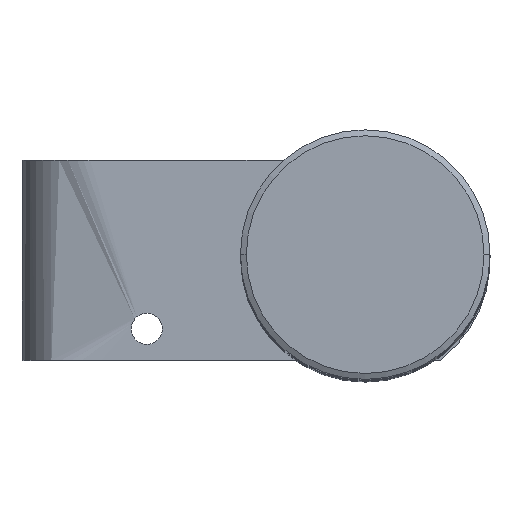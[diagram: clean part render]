
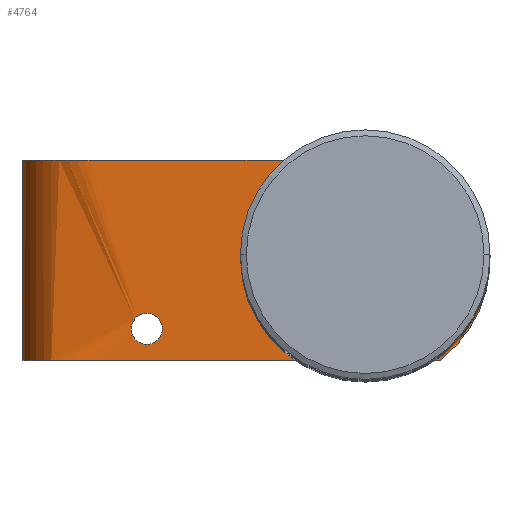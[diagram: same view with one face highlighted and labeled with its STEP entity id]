
A CAD part, top view. The second image highlights one B-rep face of the part: STEP entity #4764.
In plain terms, the highlighted free-form (B-spline) face has degree [1, 2] with [2, 9] control points.
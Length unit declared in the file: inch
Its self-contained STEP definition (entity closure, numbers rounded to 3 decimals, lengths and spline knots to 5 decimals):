
#104 = CARTESIAN_POINT ( 'NONE',  ( 2.6378, 0.62992, 1.9685 ) ) ;
#332 = CARTESIAN_POINT ( 'NONE',  ( 0.68898, -0.43307, 1.9685 ) ) ;
#546 = VERTEX_POINT ( 'NONE', #332 ) ;
#620 = CIRCLE ( 'NONE', #7310, 0.7874 ) ;
#662 = CARTESIAN_POINT ( 'NONE',  ( 1.53543, 0.62992, 1.9685 ) ) ;
#800 = CIRCLE ( 'NONE', #3441, 0.44291 ) ;
#817 = CARTESIAN_POINT ( 'NONE',  ( 0., -0.62992, 1.9685 ) ) ;
#858 = VERTEX_POINT ( 'NONE', #5315 ) ;
#882 = DIRECTION ( 'NONE',  ( -1., 0., 0. ) ) ;
#913 = FACE_BOUND ( 'NONE', #8389, .T. ) ;
#1019 = DIRECTION ( 'NONE',  ( -1., 0., 0. ) ) ;
#1174 = DIRECTION ( 'NONE',  ( -1., 0., 0. ) ) ;
#1310 = AXIS2_PLACEMENT_3D ( 'NONE', #1702, #3654, #1019 ) ;
#1367 =( BOUNDED_CURVE ( )  B_SPLINE_CURVE ( 2, ( #5709, #5737, #8393, #7053, #3754 ),
 .UNSPECIFIED., .F., .F. ) 
 B_SPLINE_CURVE_WITH_KNOTS ( ( 3, 2, 3 ),
 ( 0., 0.05581, 0.07303 ),
 .UNSPECIFIED. ) 
 CURVE ( )  GEOMETRIC_REPRESENTATION_ITEM ( )  RATIONAL_B_SPLINE_CURVE ( ( 1., 1., 1., 0.707, 1. ) ) 
 REPRESENTATION_ITEM ( '' )  );
#1432 = VERTEX_POINT ( 'NONE', #1622 ) ;
#1492 = CIRCLE ( 'NONE', #2964, 0.09843 ) ;
#1506 = ORIENTED_EDGE ( 'NONE', *, *, #7031, .F. ) ;
#1527 = CARTESIAN_POINT ( 'NONE',  ( 2.98476, -0.62992, 1.9685 ) ) ;
#1541 = CARTESIAN_POINT ( 'NONE',  ( 2.60827, 0., 1.9685 ) ) ;
#1607 = EDGE_CURVE ( 'NONE', #4232, #5944, #4149, .T. ) ;
#1622 = CARTESIAN_POINT ( 'NONE',  ( 0.88583, -0.43307, 1.9685 ) ) ;
#1643 = VECTOR ( 'NONE', #8062, 39.37008 ) ;
#1702 = CARTESIAN_POINT ( 'NONE',  ( 0.7874, -0.43307, 1.9685 ) ) ;
#1721 = CARTESIAN_POINT ( 'NONE',  ( 0., -0.62992, 1.53543 ) ) ;
#2036 = ORIENTED_EDGE ( 'NONE', *, *, #2120, .T. ) ;
#2120 = EDGE_CURVE ( 'NONE', #546, #1432, #6905, .T. ) ;
#2470 = CARTESIAN_POINT ( 'NONE',  ( 2.16535, 0., 1.9685 ) ) ;
#2734 = DIRECTION ( 'NONE',  ( -1., 0., 0. ) ) ;
#2765 = EDGE_CURVE ( 'NONE', #7710, #5257, #1367, .T. ) ;
#2964 = AXIS2_PLACEMENT_3D ( 'NONE', #6007, #4020, #7957 ) ;
#3284 = CARTESIAN_POINT ( 'NONE',  ( 0.43307, 0.62992, 1.9685 ) ) ;
#3441 = AXIS2_PLACEMENT_3D ( 'NONE', #2470, #8339, #1174 ) ;
#3484 = CARTESIAN_POINT ( 'NONE',  ( 1.53543, -0.62992, 1.9685 ) ) ;
#3654 = DIRECTION ( 'NONE',  ( 0., 0., -1. ) ) ;
#3754 = CARTESIAN_POINT ( 'NONE',  ( 0., -0.62992, 1.53543 ) ) ;
#3828 = CARTESIAN_POINT ( 'NONE',  ( 2.6378, 0.62992, 1.9685 ) ) ;
#3865 = AXIS2_PLACEMENT_3D ( 'NONE', #5990, #6643, #2734 ) ;
#3874 = CARTESIAN_POINT ( 'NONE',  ( 0., 0.62992, 1.9685 ) ) ;
#4020 = DIRECTION ( 'NONE',  ( 0., 0., -1. ) ) ;
#4149 =( BOUNDED_CURVE ( )  B_SPLINE_CURVE ( 2, ( #5181, #3874, #3284, #5807, #3828 ),
 .UNSPECIFIED., .F., .F. ) 
 B_SPLINE_CURVE_WITH_KNOTS ( ( 3, 2, 3 ),
 ( 0., 0.01734, 0.07353 ),
 .UNSPECIFIED. ) 
 CURVE ( )  GEOMETRIC_REPRESENTATION_ITEM ( )  RATIONAL_B_SPLINE_CURVE ( ( 1., 0.707, 1., 1., 1. ) ) 
 REPRESENTATION_ITEM ( '' )  );
#4232 = VERTEX_POINT ( 'NONE', #6694 ) ;
#4433 = ORIENTED_EDGE ( 'NONE', *, *, #7760, .F. ) ;
#4531 = ORIENTED_EDGE ( 'NONE', *, *, #8365, .T. ) ;
#4654 = CARTESIAN_POINT ( 'NONE',  ( 0., 0.62992, 1.53543 ) ) ;
#4678 = CARTESIAN_POINT ( 'NONE',  ( 2.79528, 0.62992, 1.9685 ) ) ;
#4741 = EDGE_LOOP ( 'NONE', ( #1506, #6469, #4433, #7373 ) ) ;
#4764 = ADVANCED_FACE ( 'NONE', ( #5610, #913, #5918 ), #6990, .T. ) ;
#4774 = CARTESIAN_POINT ( 'NONE',  ( 2.6378, 0.62992, 1.9685 ) ) ;
#4914 = EDGE_CURVE ( 'NONE', #858, #5660, #7047, .T. ) ;
#5181 = CARTESIAN_POINT ( 'NONE',  ( 0., 0.62992, 1.53543 ) ) ;
#5233 = CARTESIAN_POINT ( 'NONE',  ( 2.95276, 0.62992, 1.9685 ) ) ;
#5257 = VERTEX_POINT ( 'NONE', #1721 ) ;
#5269 = CARTESIAN_POINT ( 'NONE',  ( 2.98476, 0.62992, 1.9685 ) ) ;
#5315 = CARTESIAN_POINT ( 'NONE',  ( 1.72244, 0., 1.9685 ) ) ;
#5343 = CARTESIAN_POINT ( 'NONE',  ( 0.43307, 0.62992, 1.9685 ) ) ;
#5375 = CARTESIAN_POINT ( 'NONE',  ( 2.6378, -0.62992, 1.9685 ) ) ;
#5431 = CARTESIAN_POINT ( 'NONE',  ( 2.6378, -0.62992, 1.9685 ) ) ;
#5499 = CARTESIAN_POINT ( 'NONE',  ( 0.43307, -0.62992, 1.9685 ) ) ;
#5517 = EDGE_CURVE ( 'NONE', #1432, #546, #1492, .T. ) ;
#5610 = FACE_OUTER_BOUND ( 'NONE', #4741, .T. ) ;
#5639 = ORIENTED_EDGE ( 'NONE', *, *, #5517, .T. ) ;
#5660 = VERTEX_POINT ( 'NONE', #1541 ) ;
#5709 = CARTESIAN_POINT ( 'NONE',  ( 2.6378, -0.62992, 1.9685 ) ) ;
#5737 = CARTESIAN_POINT ( 'NONE',  ( 1.53543, -0.62992, 1.9685 ) ) ;
#5759 = EDGE_LOOP ( 'NONE', ( #6890, #4531 ) ) ;
#5807 = CARTESIAN_POINT ( 'NONE',  ( 1.53543, 0.62992, 1.9685 ) ) ;
#5898 = CARTESIAN_POINT ( 'NONE',  ( 2.96876, 0.62992, 1.9685 ) ) ;
#5918 = FACE_BOUND ( 'NONE', #5759, .T. ) ;
#5944 = VERTEX_POINT ( 'NONE', #4774 ) ;
#5990 = CARTESIAN_POINT ( 'NONE',  ( 2.16535, 0., 1.9685 ) ) ;
#6007 = CARTESIAN_POINT ( 'NONE',  ( 0.7874, -0.43307, 1.9685 ) ) ;
#6054 = CARTESIAN_POINT ( 'NONE',  ( 2.95276, -0.62992, 1.9685 ) ) ;
#6248 = LINE ( 'NONE', #7378, #1643 ) ;
#6469 = ORIENTED_EDGE ( 'NONE', *, *, #1607, .F. ) ;
#6643 = DIRECTION ( 'NONE',  ( 0., 0., -1. ) ) ;
#6654 = CARTESIAN_POINT ( 'NONE',  ( 2.79528, -0.62992, 1.9685 ) ) ;
#6694 = CARTESIAN_POINT ( 'NONE',  ( 0., 0.62992, 1.53543 ) ) ;
#6890 = ORIENTED_EDGE ( 'NONE', *, *, #4914, .T. ) ;
#6905 = CIRCLE ( 'NONE', #1310, 0.09843 ) ;
#6910 = CARTESIAN_POINT ( 'NONE',  ( 2.16535, 0., 1.9685 ) ) ;
#6990 =( BOUNDED_SURFACE ( )  B_SPLINE_SURFACE ( 1, 2, ( 
 ( #4654, #7220, #5343, #662, #104, #4678, #5233, #5898, #5269 ),
 ( #7891, #817, #5499, #3484, #5431, #6654, #6054, #7353, #1527 ) ),
 .UNSPECIFIED., .F., .F., .F. ) 
 B_SPLINE_SURFACE_WITH_KNOTS ( ( 2, 2 ),
 ( 3, 2, 2, 2, 3 ),
 ( 0., 32. ),
 ( -17.27876, 0., 56., 64., 64.81279 ),
 .UNSPECIFIED. ) 
 GEOMETRIC_REPRESENTATION_ITEM ( )  RATIONAL_B_SPLINE_SURFACE ( (
 ( 1., 0.707, 1., 1., 1., 1., 1., 1., 1.),
 ( 1., 0.707, 1., 1., 1., 1., 1., 1., 1.) ) ) 
 REPRESENTATION_ITEM ( '' )  SURFACE ( )  );
#7031 = EDGE_CURVE ( 'NONE', #5944, #7710, #620, .T. ) ;
#7047 = CIRCLE ( 'NONE', #3865, 0.44291 ) ;
#7053 = CARTESIAN_POINT ( 'NONE',  ( 0., -0.62992, 1.9685 ) ) ;
#7220 = CARTESIAN_POINT ( 'NONE',  ( 0., 0.62992, 1.9685 ) ) ;
#7310 = AXIS2_PLACEMENT_3D ( 'NONE', #6910, #8233, #882 ) ;
#7353 = CARTESIAN_POINT ( 'NONE',  ( 2.96876, -0.62992, 1.9685 ) ) ;
#7373 = ORIENTED_EDGE ( 'NONE', *, *, #2765, .F. ) ;
#7378 = CARTESIAN_POINT ( 'NONE',  ( 0., 0.62992, 1.53543 ) ) ;
#7710 = VERTEX_POINT ( 'NONE', #5375 ) ;
#7760 = EDGE_CURVE ( 'NONE', #5257, #4232, #6248, .T. ) ;
#7891 = CARTESIAN_POINT ( 'NONE',  ( 0., -0.62992, 1.53543 ) ) ;
#7957 = DIRECTION ( 'NONE',  ( -1., 0., 0. ) ) ;
#8062 = DIRECTION ( 'NONE',  ( 0., 1., 0. ) ) ;
#8233 = DIRECTION ( 'NONE',  ( 0., 0., -1. ) ) ;
#8339 = DIRECTION ( 'NONE',  ( 0., 0., -1. ) ) ;
#8365 = EDGE_CURVE ( 'NONE', #5660, #858, #800, .T. ) ;
#8389 = EDGE_LOOP ( 'NONE', ( #2036, #5639 ) ) ;
#8393 = CARTESIAN_POINT ( 'NONE',  ( 0.43307, -0.62992, 1.9685 ) ) ;
